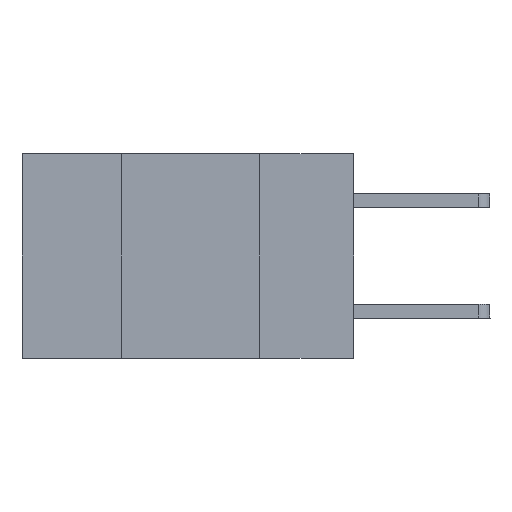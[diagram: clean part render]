
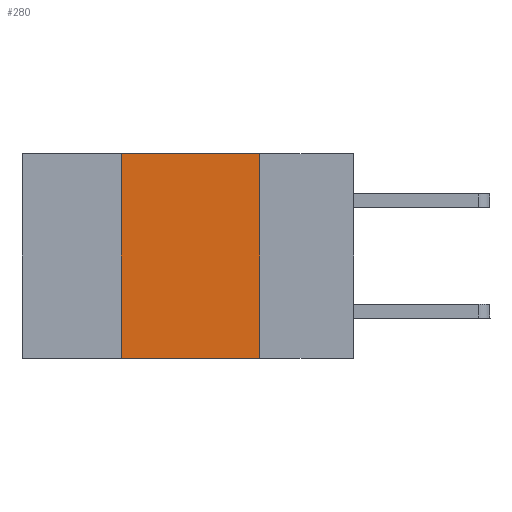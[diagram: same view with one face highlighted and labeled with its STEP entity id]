
A CAD part, left-side view. The second image highlights one B-rep face of the part: STEP entity #280.
In plain terms, the highlighted planar face has unit normal (-1, 0, 0).
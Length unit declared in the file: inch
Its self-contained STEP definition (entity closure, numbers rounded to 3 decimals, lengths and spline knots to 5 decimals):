
#142 = FACE_OUTER_BOUND ( 'NONE', #2422, .T. ) ;
#280 = ADVANCED_FACE ( 'NONE', ( #142 ), #8125, .F. ) ;
#559 = DIRECTION ( 'NONE',  ( 0., -1., 0. ) ) ;
#1459 = ORIENTED_EDGE ( 'NONE', *, *, #8247, .F. ) ;
#1750 = LINE ( 'NONE', #13093, #4747 ) ;
#1909 = DIRECTION ( 'NONE',  ( 0., 0., 1. ) ) ;
#2422 = EDGE_LOOP ( 'NONE', ( #1459, #10208, #7085, #4279 ) ) ;
#2923 = EDGE_CURVE ( 'NONE', #10111, #4289, #11015, .T. ) ;
#4162 = DIRECTION ( 'NONE',  ( 0., 0., -1. ) ) ;
#4279 = ORIENTED_EDGE ( 'NONE', *, *, #2923, .T. ) ;
#4289 = VERTEX_POINT ( 'NONE', #13253 ) ;
#4366 = CARTESIAN_POINT ( 'NONE',  ( 0., 0.6, 0. ) ) ;
#4747 = VECTOR ( 'NONE', #559, 39.37008 ) ;
#6758 = VERTEX_POINT ( 'NONE', #10216 ) ;
#7085 = ORIENTED_EDGE ( 'NONE', *, *, #7654, .F. ) ;
#7654 = EDGE_CURVE ( 'NONE', #10111, #9085, #8132, .T. ) ;
#7829 = CARTESIAN_POINT ( 'NONE',  ( 0., 0.42, -0.37 ) ) ;
#8125 = PLANE ( 'NONE',  #11201 ) ;
#8132 = LINE ( 'NONE', #10177, #8135 ) ;
#8135 = VECTOR ( 'NONE', #1909, 39.37008 ) ;
#8247 = EDGE_CURVE ( 'NONE', #6758, #4289, #11721, .T. ) ;
#8398 = CARTESIAN_POINT ( 'NONE',  ( 0., 0.42, 0. ) ) ;
#8729 = VECTOR ( 'NONE', #4162, 39.37008 ) ;
#9085 = VERTEX_POINT ( 'NONE', #8398 ) ;
#10111 = VERTEX_POINT ( 'NONE', #7829 ) ;
#10177 = CARTESIAN_POINT ( 'NONE',  ( 0., 0.42, 0. ) ) ;
#10208 = ORIENTED_EDGE ( 'NONE', *, *, #11394, .F. ) ;
#10216 = CARTESIAN_POINT ( 'NONE',  ( 0., 0.17, 0. ) ) ;
#10305 = DIRECTION ( 'NONE',  ( 1., 0., 0. ) ) ;
#11015 = LINE ( 'NONE', #13060, #11927 ) ;
#11201 = AXIS2_PLACEMENT_3D ( 'NONE', #4366, #10305, #13453 ) ;
#11394 = EDGE_CURVE ( 'NONE', #9085, #6758, #1750, .T. ) ;
#11721 = LINE ( 'NONE', #12623, #8729 ) ;
#11927 = VECTOR ( 'NONE', #12051, 39.37008 ) ;
#12051 = DIRECTION ( 'NONE',  ( 0., -1., 0. ) ) ;
#12623 = CARTESIAN_POINT ( 'NONE',  ( 0., 0.17, 0. ) ) ;
#13060 = CARTESIAN_POINT ( 'NONE',  ( 0., 0.6, -0.37 ) ) ;
#13093 = CARTESIAN_POINT ( 'NONE',  ( 0., 0.6, 0. ) ) ;
#13253 = CARTESIAN_POINT ( 'NONE',  ( 0., 0.17, -0.37 ) ) ;
#13453 = DIRECTION ( 'NONE',  ( 0., 0., -1. ) ) ;
